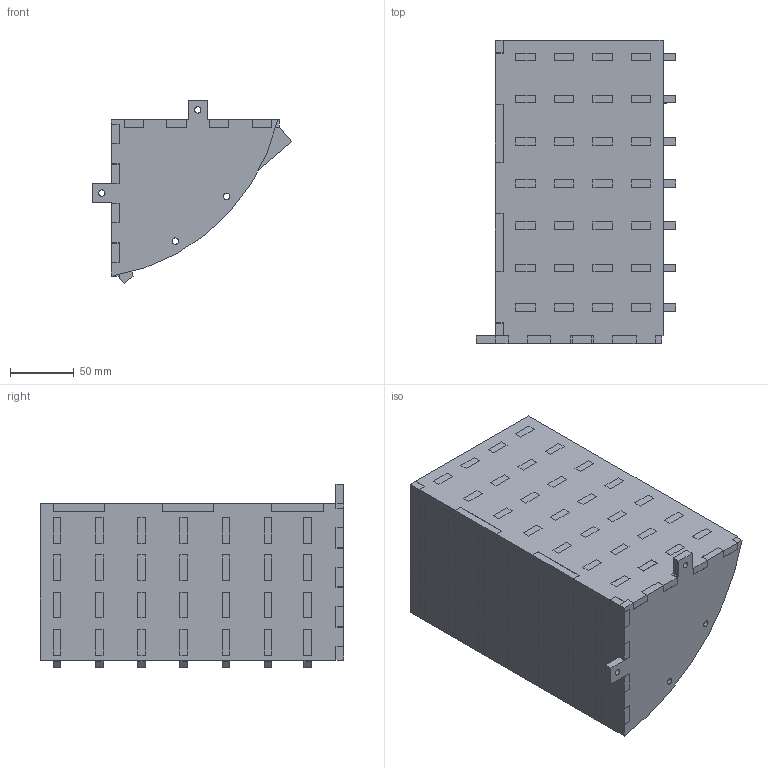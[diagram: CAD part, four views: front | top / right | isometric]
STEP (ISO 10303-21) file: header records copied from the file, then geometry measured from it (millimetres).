
FILE_DESCRIPTION (( 'STEP AP203' ), '1' );
FILE_NAME ('StorageOfFixtureV2.STEP', '2024-11-25T20:02:22', ( 'Dell' ), ( '' ), 'SwSTEP 2.0', 'SolidWorks 2023', '' );
FILE_SCHEMA (( 'CONFIG_CONTROL_DESIGN' ));
Length unit declared in the file: millimetre
Products named in the file (5): FixtureContainerWallArduinoSide; BaseDelFixtureStorageV2; FixtureBaseV2; StorageOfFixtureV2; FixtureContainerWallESPSide
Assembly tree (10 placements, depth 2):
  StorageOfFixtureV2
    FixtureBaseV2  x7
    FixtureContainerWallESPSide
    FixtureContainerWallArduinoSide
    BaseDelFixtureStorageV2
Bounding box: 155.96 x 237 x 143.24 mm (x, y, z)
Volume: 657087.1 mm3; surface area: 272602.7 mm2
Topology: 10 solids, 10 shells, 667 faces, 1941 edges, 1294 vertices
Faces by surface type: plane 630, cylinder 37
Entity records: 13604 total; most frequent: CARTESIAN_POINT 2419, ORIENTED_EDGE 2298, DIRECTION 1883, EDGE_CURVE 1149, LINE 1023, VECTOR 1023, VERTEX_POINT 766, EDGE_LOOP 511
